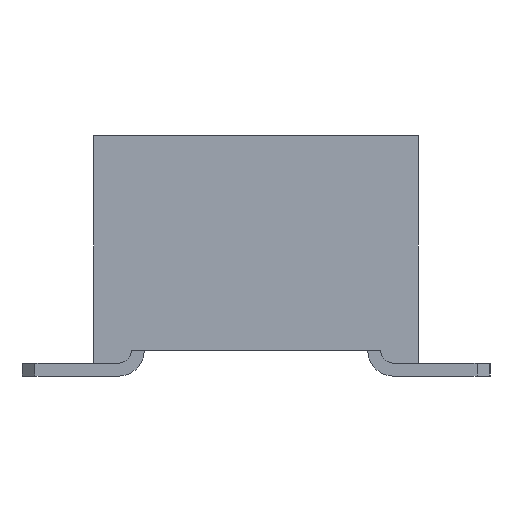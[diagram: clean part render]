
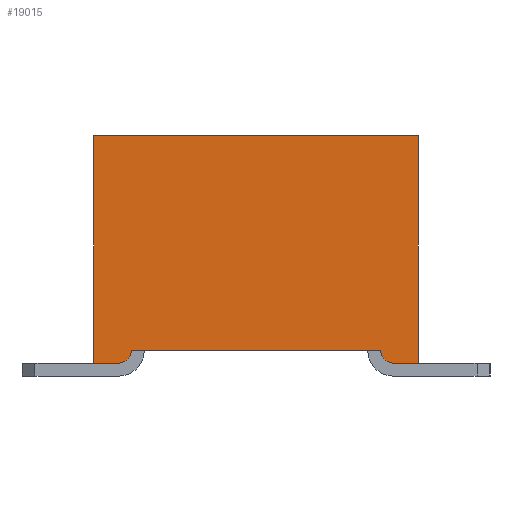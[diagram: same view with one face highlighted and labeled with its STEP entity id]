
A CAD part, front view. The second image highlights one B-rep face of the part: STEP entity #19015.
In plain terms, the highlighted face is planar.
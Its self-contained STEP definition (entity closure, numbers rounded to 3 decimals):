
#890=CIRCLE('',#20734,0.2);
#891=CIRCLE('',#20735,0.2);
#6266=ORIENTED_EDGE('',*,*,#9083,.T.);
#6267=ORIENTED_EDGE('',*,*,#9112,.T.);
#6268=ORIENTED_EDGE('',*,*,#9113,.F.);
#6269=ORIENTED_EDGE('',*,*,#9114,.T.);
#6270=ORIENTED_EDGE('',*,*,#9109,.T.);
#6271=ORIENTED_EDGE('',*,*,#9085,.T.);
#6272=ORIENTED_EDGE('',*,*,#9092,.T.);
#6273=ORIENTED_EDGE('',*,*,#9089,.T.);
#9083=EDGE_CURVE('',#10860,#10859,#12999,.T.);
#9085=EDGE_CURVE('',#10861,#10862,#13001,.T.);
#9089=EDGE_CURVE('',#10865,#10860,#13005,.T.);
#9092=EDGE_CURVE('',#10862,#10865,#13008,.T.);
#9109=EDGE_CURVE('',#10874,#10861,#13025,.T.);
#9112=EDGE_CURVE('',#10859,#10876,#890,.T.);
#9113=EDGE_CURVE('',#10877,#10876,#13028,.T.);
#9114=EDGE_CURVE('',#10877,#10874,#891,.T.);
#10859=VERTEX_POINT('',#31529);
#10860=VERTEX_POINT('',#31531);
#10861=VERTEX_POINT('',#31535);
#10862=VERTEX_POINT('',#31536);
#10865=VERTEX_POINT('',#31544);
#10874=VERTEX_POINT('',#31581);
#10876=VERTEX_POINT('',#31587);
#10877=VERTEX_POINT('',#31589);
#12999=LINE('',#31530,#15167);
#13001=LINE('',#31534,#15169);
#13005=LINE('',#31543,#15173);
#13008=LINE('',#31549,#15176);
#13025=LINE('',#31580,#15193);
#13028=LINE('',#31588,#15196);
#15167=VECTOR('',#26016,1000.);
#15169=VECTOR('',#26020,1000.);
#15173=VECTOR('',#26026,1000.);
#15176=VECTOR('',#26031,1000.);
#15193=VECTOR('',#26062,1000.);
#15196=VECTOR('',#26069,1000.);
#16239=EDGE_LOOP('',(#6266,#6267,#6268,#6269,#6270,#6271,#6272,#6273));
#17269=FACE_BOUND('',#16239,.T.);
#17999=PLANE('',#20733);
#19015=ADVANCED_FACE('',(#17269),#17999,.T.);
#20733=AXIS2_PLACEMENT_3D('',#31585,#26065,#26066);
#20734=AXIS2_PLACEMENT_3D('',#31586,#26067,#26068);
#20735=AXIS2_PLACEMENT_3D('',#31590,#26070,#26071);
#26016=DIRECTION('',(0.,-1.,0.));
#26020=DIRECTION('',(0.,0.,1.));
#26026=DIRECTION('',(0.,0.,-1.));
#26031=DIRECTION('',(0.,1.,0.));
#26062=DIRECTION('',(0.,-1.,0.));
#26065=DIRECTION('',(-1.,0.,0.));
#26066=DIRECTION('',(0.,0.,1.));
#26067=DIRECTION('',(-1.,0.,0.));
#26068=DIRECTION('',(0.,0.,1.));
#26069=DIRECTION('',(0.,1.,0.));
#26070=DIRECTION('',(-1.,0.,0.));
#26071=DIRECTION('',(0.,0.,1.));
#31529=CARTESIAN_POINT('',(-7.62,2.12,-1.75));
#31530=CARTESIAN_POINT('',(-7.62,2.5,-1.75));
#31531=CARTESIAN_POINT('',(-7.62,2.5,-1.75));
#31534=CARTESIAN_POINT('',(-7.62,-2.5,-1.75));
#31535=CARTESIAN_POINT('',(-7.62,-2.5,-1.75));
#31536=CARTESIAN_POINT('',(-7.62,-2.5,1.75));
#31543=CARTESIAN_POINT('',(-7.62,2.5,1.75));
#31544=CARTESIAN_POINT('',(-7.62,2.5,1.75));
#31549=CARTESIAN_POINT('',(-7.62,-2.5,1.75));
#31580=CARTESIAN_POINT('',(-7.62,2.5,-1.75));
#31581=CARTESIAN_POINT('',(-7.62,-2.12,-1.75));
#31585=CARTESIAN_POINT('',(-7.62,0.,0.));
#31586=CARTESIAN_POINT('',(-7.62,2.12,-1.55));
#31587=CARTESIAN_POINT('',(-7.62,1.92,-1.55));
#31588=CARTESIAN_POINT('',(-7.62,0.,-1.55));
#31589=CARTESIAN_POINT('',(-7.62,-1.92,-1.55));
#31590=CARTESIAN_POINT('',(-7.62,-2.12,-1.55));
